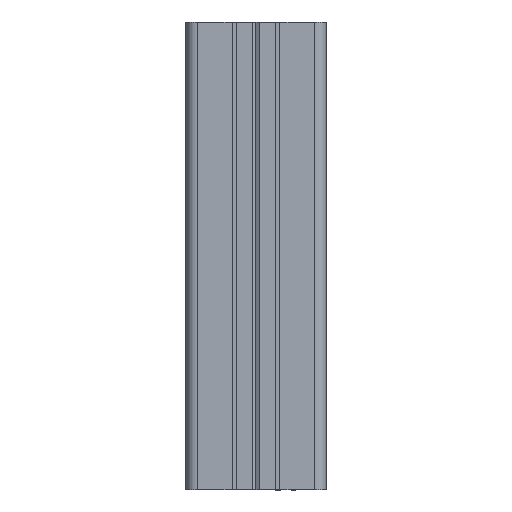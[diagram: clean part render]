
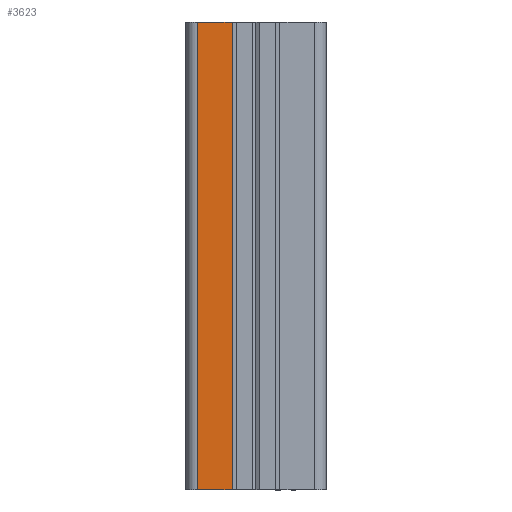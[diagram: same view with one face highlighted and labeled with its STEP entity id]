
A CAD part, front view. The second image highlights one B-rep face of the part: STEP entity #3623.
In plain terms, the highlighted planar face has unit normal (0, -1, 0).
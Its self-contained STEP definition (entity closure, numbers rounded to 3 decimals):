
#177 = EDGE_CURVE ( 'NONE', #5380, #1902, #7340, .T. ) ;
#399 = VECTOR ( 'NONE', #4418, 1000. ) ;
#402 = CARTESIAN_POINT ( 'NONE',  ( 6342.53, 2507.352, 0. ) ) ;
#1062 = EDGE_CURVE ( 'NONE', #6412, #5380, #2630, .T. ) ;
#1498 = CARTESIAN_POINT ( 'NONE',  ( 6335.13, 2507.352, 100. ) ) ;
#1902 = VERTEX_POINT ( 'NONE', #8195 ) ;
#2385 = DIRECTION ( 'NONE',  ( 0., 1., 0. ) ) ;
#2630 = LINE ( 'NONE', #1498, #399 ) ;
#2779 = CARTESIAN_POINT ( 'NONE',  ( 6342.53, 2507.352, 100. ) ) ;
#2798 = ORIENTED_EDGE ( 'NONE', *, *, #177, .F. ) ;
#2806 = DIRECTION ( 'NONE',  ( 1., 0., 0. ) ) ;
#3524 = CARTESIAN_POINT ( 'NONE',  ( 6335.13, 2507.352, 0. ) ) ;
#3623 = ADVANCED_FACE ( 'NONE', ( #5969 ), #6762, .F. ) ;
#3639 = VECTOR ( 'NONE', #2806, 1000. ) ;
#3816 = CARTESIAN_POINT ( 'NONE',  ( 6335.13, 2507.352, 100. ) ) ;
#4418 = DIRECTION ( 'NONE',  ( 0., 0., 1. ) ) ;
#4875 = CARTESIAN_POINT ( 'NONE',  ( 6360.13, 2507.352, 100. ) ) ;
#4914 = EDGE_CURVE ( 'NONE', #1902, #9502, #6163, .T. ) ;
#4977 = ORIENTED_EDGE ( 'NONE', *, *, #4914, .F. ) ;
#5310 = EDGE_LOOP ( 'NONE', ( #4977, #2798, #7949, #5770 ) ) ;
#5380 = VERTEX_POINT ( 'NONE', #8142 ) ;
#5384 = VECTOR ( 'NONE', #7002, 1000. ) ;
#5770 = ORIENTED_EDGE ( 'NONE', *, *, #8404, .T. ) ;
#5969 = FACE_OUTER_BOUND ( 'NONE', #5310, .T. ) ;
#6163 = LINE ( 'NONE', #2779, #8350 ) ;
#6412 = VERTEX_POINT ( 'NONE', #6455 ) ;
#6455 = CARTESIAN_POINT ( 'NONE',  ( 6335.13, 2507.352, 0. ) ) ;
#6762 = PLANE ( 'NONE',  #6909 ) ;
#6909 = AXIS2_PLACEMENT_3D ( 'NONE', #3816, #2385, #7502 ) ;
#7002 = DIRECTION ( 'NONE',  ( 1., 0., 0. ) ) ;
#7340 = LINE ( 'NONE', #4875, #5384 ) ;
#7502 = DIRECTION ( 'NONE',  ( -1., 0., 0. ) ) ;
#7949 = ORIENTED_EDGE ( 'NONE', *, *, #1062, .F. ) ;
#8142 = CARTESIAN_POINT ( 'NONE',  ( 6335.13, 2507.352, 100. ) ) ;
#8195 = CARTESIAN_POINT ( 'NONE',  ( 6342.53, 2507.352, 100. ) ) ;
#8350 = VECTOR ( 'NONE', #9358, 1000. ) ;
#8404 = EDGE_CURVE ( 'NONE', #6412, #9502, #9274, .T. ) ;
#9274 = LINE ( 'NONE', #3524, #3639 ) ;
#9358 = DIRECTION ( 'NONE',  ( 0., 0., -1. ) ) ;
#9502 = VERTEX_POINT ( 'NONE', #402 ) ;
